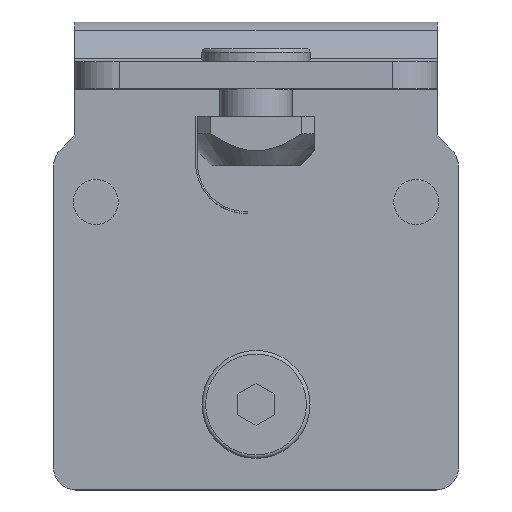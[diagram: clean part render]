
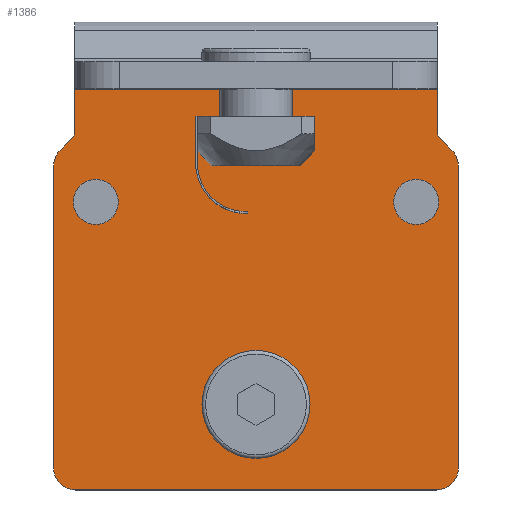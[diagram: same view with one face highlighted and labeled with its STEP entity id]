
A CAD part, top view. The second image highlights one B-rep face of the part: STEP entity #1386.
In plain terms, the highlighted planar face has unit normal (0, 0, 1).
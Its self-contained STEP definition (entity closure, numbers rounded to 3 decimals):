
#58=FACE_BOUND('',#207,.T.);
#59=FACE_BOUND('',#208,.T.);
#60=FACE_BOUND('',#209,.T.);
#75=PLANE('',#1579);
#125=FACE_OUTER_BOUND('',#206,.T.);
#206=EDGE_LOOP('',(#1017,#1018,#1019,#1020,#1021,#1022,#1023,#1024,#1025,
#1026,#1027,#1028,#1029,#1030));
#207=EDGE_LOOP('',(#1031));
#208=EDGE_LOOP('',(#1032));
#209=EDGE_LOOP('',(#1033));
#299=LINE('',#2175,#423);
#302=LINE('',#2187,#426);
#311=LINE('',#2207,#435);
#316=LINE('',#2216,#440);
#322=LINE('',#2244,#446);
#323=LINE('',#2248,#447);
#324=LINE('',#2252,#448);
#325=LINE('',#2254,#449);
#423=VECTOR('',#1755,10.);
#426=VECTOR('',#1766,10.);
#435=VECTOR('',#1783,10.);
#440=VECTOR('',#1790,10.);
#446=VECTOR('',#1818,10.);
#447=VECTOR('',#1821,10.);
#448=VECTOR('',#1824,10.);
#449=VECTOR('',#1827,10.);
#538=CIRCLE('',#1557,1.);
#541=CIRCLE('',#1562,1.);
#552=CIRCLE('',#1580,2.5);
#553=CIRCLE('',#1581,2.5);
#554=CIRCLE('',#1582,2.5);
#555=CIRCLE('',#1583,2.5);
#556=CIRCLE('',#1584,2.5);
#557=CIRCLE('',#1585,2.5);
#558=CIRCLE('',#1586,4.25);
#613=VERTEX_POINT('',#2160);
#614=VERTEX_POINT('',#2162);
#618=VERTEX_POINT('',#2173);
#619=VERTEX_POINT('',#2177);
#620=VERTEX_POINT('',#2178);
#623=VERTEX_POINT('',#2186);
#630=VERTEX_POINT('',#2206);
#633=VERTEX_POINT('',#2214);
#643=VERTEX_POINT('',#2241);
#644=VERTEX_POINT('',#2243);
#645=VERTEX_POINT('',#2245);
#646=VERTEX_POINT('',#2247);
#647=VERTEX_POINT('',#2249);
#648=VERTEX_POINT('',#2251);
#649=VERTEX_POINT('',#2255);
#650=VERTEX_POINT('',#2257);
#651=VERTEX_POINT('',#2259);
#749=EDGE_CURVE('',#613,#614,#538,.T.);
#756=EDGE_CURVE('',#613,#618,#299,.T.);
#757=EDGE_CURVE('',#619,#620,#541,.T.);
#761=EDGE_CURVE('',#623,#620,#302,.T.);
#772=EDGE_CURVE('',#630,#614,#311,.T.);
#777=EDGE_CURVE('',#619,#633,#316,.T.);
#790=EDGE_CURVE('',#643,#633,#552,.T.);
#791=EDGE_CURVE('',#643,#644,#322,.T.);
#792=EDGE_CURVE('',#645,#644,#553,.T.);
#793=EDGE_CURVE('',#645,#646,#323,.T.);
#794=EDGE_CURVE('',#647,#646,#554,.T.);
#795=EDGE_CURVE('',#647,#648,#324,.T.);
#796=EDGE_CURVE('',#630,#648,#555,.T.);
#797=EDGE_CURVE('',#618,#623,#325,.T.);
#798=EDGE_CURVE('',#649,#649,#556,.T.);
#799=EDGE_CURVE('',#650,#650,#557,.T.);
#800=EDGE_CURVE('',#651,#651,#558,.T.);
#1017=ORIENTED_EDGE('',*,*,#777,.T.);
#1018=ORIENTED_EDGE('',*,*,#790,.F.);
#1019=ORIENTED_EDGE('',*,*,#791,.T.);
#1020=ORIENTED_EDGE('',*,*,#792,.F.);
#1021=ORIENTED_EDGE('',*,*,#793,.T.);
#1022=ORIENTED_EDGE('',*,*,#794,.F.);
#1023=ORIENTED_EDGE('',*,*,#795,.T.);
#1024=ORIENTED_EDGE('',*,*,#796,.F.);
#1025=ORIENTED_EDGE('',*,*,#772,.T.);
#1026=ORIENTED_EDGE('',*,*,#749,.F.);
#1027=ORIENTED_EDGE('',*,*,#756,.T.);
#1028=ORIENTED_EDGE('',*,*,#797,.T.);
#1029=ORIENTED_EDGE('',*,*,#761,.T.);
#1030=ORIENTED_EDGE('',*,*,#757,.F.);
#1031=ORIENTED_EDGE('',*,*,#798,.T.);
#1032=ORIENTED_EDGE('',*,*,#799,.T.);
#1033=ORIENTED_EDGE('',*,*,#800,.T.);
#1386=ADVANCED_FACE('',(#125,#58,#59,#60),#75,.T.);
#1557=AXIS2_PLACEMENT_3D('',#2163,#1743,#1744);
#1562=AXIS2_PLACEMENT_3D('',#2179,#1758,#1759);
#1579=AXIS2_PLACEMENT_3D('',#2240,#1814,#1815);
#1580=AXIS2_PLACEMENT_3D('',#2242,#1816,#1817);
#1581=AXIS2_PLACEMENT_3D('',#2246,#1819,#1820);
#1582=AXIS2_PLACEMENT_3D('',#2250,#1822,#1823);
#1583=AXIS2_PLACEMENT_3D('',#2253,#1825,#1826);
#1584=AXIS2_PLACEMENT_3D('',#2256,#1828,#1829);
#1585=AXIS2_PLACEMENT_3D('',#2258,#1830,#1831);
#1586=AXIS2_PLACEMENT_3D('',#2260,#1832,#1833);
#1743=DIRECTION('center_axis',(0.,0.,1.));
#1744=DIRECTION('ref_axis',(-0.924,-0.383,0.));
#1755=DIRECTION('',(0.,1.,0.));
#1758=DIRECTION('center_axis',(0.,0.,1.));
#1759=DIRECTION('ref_axis',(0.924,-0.383,0.));
#1766=DIRECTION('',(0.,-1.,0.));
#1783=DIRECTION('',(-0.707,0.707,0.));
#1790=DIRECTION('',(-0.707,-0.707,0.));
#1814=DIRECTION('center_axis',(0.,0.,1.));
#1815=DIRECTION('ref_axis',(1.,0.,0.));
#1816=DIRECTION('center_axis',(0.,0.,-1.));
#1817=DIRECTION('ref_axis',(-0.924,0.383,0.));
#1818=DIRECTION('',(0.,-1.,0.));
#1819=DIRECTION('center_axis',(0.,0.,-1.));
#1820=DIRECTION('ref_axis',(-0.707,-0.707,0.));
#1821=DIRECTION('',(1.,0.,0.));
#1822=DIRECTION('center_axis',(0.,0.,-1.));
#1823=DIRECTION('ref_axis',(0.707,-0.707,0.));
#1824=DIRECTION('',(0.,1.,0.));
#1825=DIRECTION('center_axis',(0.,0.,-1.));
#1826=DIRECTION('ref_axis',(0.924,0.383,0.));
#1827=DIRECTION('',(-1.,0.,0.));
#1828=DIRECTION('center_axis',(0.,0.,-1.));
#1829=DIRECTION('ref_axis',(-1.,0.,0.));
#1830=DIRECTION('center_axis',(0.,0.,-1.));
#1831=DIRECTION('ref_axis',(-1.,0.,0.));
#1832=DIRECTION('center_axis',(0.,0.,-1.));
#1833=DIRECTION('ref_axis',(-1.,0.,0.));
#2160=CARTESIAN_POINT('',(20.15,16.764,1.5));
#2162=CARTESIAN_POINT('',(20.443,16.057,1.5));
#2163=CARTESIAN_POINT('Origin',(21.15,16.764,1.5));
#2173=CARTESIAN_POINT('',(20.15,23.,1.5));
#2175=CARTESIAN_POINT('',(20.15,8.175,1.5));
#2177=CARTESIAN_POINT('',(-20.443,16.057,1.5));
#2178=CARTESIAN_POINT('',(-20.15,16.764,1.5));
#2179=CARTESIAN_POINT('Origin',(-21.15,16.764,1.5));
#2186=CARTESIAN_POINT('',(-20.15,23.,1.5));
#2187=CARTESIAN_POINT('',(-20.15,11.5,1.5));
#2206=CARTESIAN_POINT('',(21.768,14.732,1.5));
#2207=CARTESIAN_POINT('',(20.375,16.125,1.5));
#2214=CARTESIAN_POINT('',(-21.768,14.732,1.5));
#2216=CARTESIAN_POINT('',(-19.2,17.3,1.5));
#2240=CARTESIAN_POINT('Origin',(0.,0.,1.5));
#2241=CARTESIAN_POINT('',(-22.5,12.964,1.5));
#2242=CARTESIAN_POINT('Origin',(-20.,12.964,1.5));
#2243=CARTESIAN_POINT('',(-22.5,-20.5,1.5));
#2244=CARTESIAN_POINT('',(-22.5,-23.,1.5));
#2245=CARTESIAN_POINT('',(-20.,-23.,1.5));
#2246=CARTESIAN_POINT('Origin',(-20.,-20.5,1.5));
#2247=CARTESIAN_POINT('',(20.,-23.,1.5));
#2248=CARTESIAN_POINT('',(22.5,-23.,1.5));
#2249=CARTESIAN_POINT('',(22.5,-20.5,1.5));
#2250=CARTESIAN_POINT('Origin',(20.,-20.5,1.5));
#2251=CARTESIAN_POINT('',(22.5,12.964,1.5));
#2252=CARTESIAN_POINT('',(22.5,23.,1.5));
#2253=CARTESIAN_POINT('Origin',(20.,12.964,1.5));
#2254=CARTESIAN_POINT('',(-22.5,23.,1.5));
#2255=CARTESIAN_POINT('',(-15.3,9.,1.5));
#2256=CARTESIAN_POINT('Origin',(-17.8,9.,1.5));
#2257=CARTESIAN_POINT('',(20.3,9.,1.5));
#2258=CARTESIAN_POINT('Origin',(17.8,9.,1.5));
#2259=CARTESIAN_POINT('',(4.25,-13.5,1.5));
#2260=CARTESIAN_POINT('Origin',(0.,-13.5,1.5));
